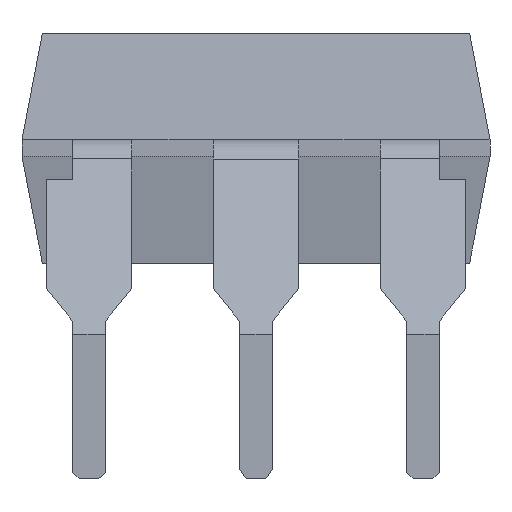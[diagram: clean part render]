
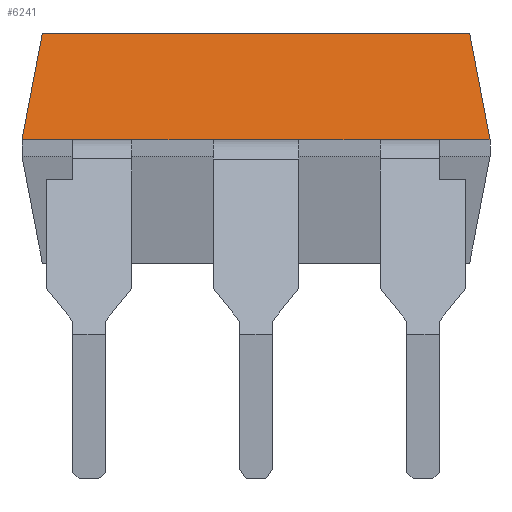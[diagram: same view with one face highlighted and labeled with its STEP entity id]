
A CAD part, left-side view. The second image highlights one B-rep face of the part: STEP entity #6241.
In plain terms, the highlighted face is planar.
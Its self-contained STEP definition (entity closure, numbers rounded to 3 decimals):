
#284=ORIENTED_EDGE('',*,*,#1624,.T.);
#285=ORIENTED_EDGE('',*,*,#1625,.T.);
#286=ORIENTED_EDGE('',*,*,#1626,.T.);
#287=ORIENTED_EDGE('',*,*,#1627,.T.);
#288=ORIENTED_EDGE('',*,*,#1628,.T.);
#289=ORIENTED_EDGE('',*,*,#1629,.T.);
#290=ORIENTED_EDGE('',*,*,#1630,.T.);
#291=ORIENTED_EDGE('',*,*,#1631,.T.);
#292=ORIENTED_EDGE('',*,*,#1632,.T.);
#293=ORIENTED_EDGE('',*,*,#1633,.T.);
#294=ORIENTED_EDGE('',*,*,#1634,.F.);
#295=ORIENTED_EDGE('',*,*,#1635,.T.);
#296=ORIENTED_EDGE('',*,*,#1636,.T.);
#297=ORIENTED_EDGE('',*,*,#1637,.T.);
#1624=EDGE_CURVE('',#2294,#2295,#2741,.T.);
#1625=EDGE_CURVE('',#2295,#2296,#2742,.T.);
#1626=EDGE_CURVE('',#2296,#2297,#2743,.T.);
#1627=EDGE_CURVE('',#2297,#2298,#2744,.T.);
#1628=EDGE_CURVE('',#2298,#2299,#2745,.T.);
#1629=EDGE_CURVE('',#2299,#2300,#2746,.T.);
#1630=EDGE_CURVE('',#2300,#2301,#2747,.T.);
#1631=EDGE_CURVE('',#2301,#2302,#2748,.T.);
#1632=EDGE_CURVE('',#2302,#2303,#2749,.T.);
#1633=EDGE_CURVE('',#2303,#2304,#2750,.T.);
#1634=EDGE_CURVE('',#2305,#2304,#2751,.T.);
#1635=EDGE_CURVE('',#2305,#2306,#2752,.T.);
#1636=EDGE_CURVE('',#2306,#2307,#2753,.T.);
#1637=EDGE_CURVE('',#2307,#2294,#2754,.T.);
#2294=VERTEX_POINT('',#7788);
#2295=VERTEX_POINT('',#7789);
#2296=VERTEX_POINT('',#7791);
#2297=VERTEX_POINT('',#7793);
#2298=VERTEX_POINT('',#7795);
#2299=VERTEX_POINT('',#7797);
#2300=VERTEX_POINT('',#7799);
#2301=VERTEX_POINT('',#7801);
#2302=VERTEX_POINT('',#7803);
#2303=VERTEX_POINT('',#7805);
#2304=VERTEX_POINT('',#7807);
#2305=VERTEX_POINT('',#7809);
#2306=VERTEX_POINT('',#7811);
#2307=VERTEX_POINT('',#7813);
#2741=LINE('',#7787,#3215);
#2742=LINE('',#7790,#3216);
#2743=LINE('',#7792,#3217);
#2744=LINE('',#7794,#3218);
#2745=LINE('',#7796,#3219);
#2746=LINE('',#7798,#3220);
#2747=LINE('',#7800,#3221);
#2748=LINE('',#7802,#3222);
#2749=LINE('',#7804,#3223);
#2750=LINE('',#7806,#3224);
#2751=LINE('',#7808,#3225);
#2752=LINE('',#7810,#3226);
#2753=LINE('',#7812,#3227);
#2754=LINE('',#7814,#3228);
#3215=VECTOR('',#6786,1000.);
#3216=VECTOR('',#6787,1000.);
#3217=VECTOR('',#6788,1000.);
#3218=VECTOR('',#6789,1000.);
#3219=VECTOR('',#6790,1000.);
#3220=VECTOR('',#6791,1000.);
#3221=VECTOR('',#6792,1000.);
#3222=VECTOR('',#6793,1000.);
#3223=VECTOR('',#6794,1000.);
#3224=VECTOR('',#6795,1000.);
#3225=VECTOR('',#6796,1000.);
#3226=VECTOR('',#6797,1000.);
#3227=VECTOR('',#6798,1000.);
#3228=VECTOR('',#6799,1000.);
#3670=EDGE_LOOP('',(#284,#285,#286,#287,#288,#289,#290,#291,#292,#293,#294,
#295,#296,#297));
#3955=FACE_BOUND('',#3670,.T.);
#4240=PLANE('',#6503);
#6241=ADVANCED_FACE('',(#3955),#4240,.F.);
#6503=AXIS2_PLACEMENT_3D('',#7786,#6784,#6785);
#6784=DIRECTION('',(0.,0.983,-0.182));
#6785=DIRECTION('',(0.,0.182,0.983));
#6786=DIRECTION('',(1.,0.,0.));
#6787=DIRECTION('',(0.,-0.182,-0.983));
#6788=DIRECTION('',(1.,0.,0.));
#6789=DIRECTION('',(1.,0.,0.));
#6790=DIRECTION('',(1.,0.,0.));
#6791=DIRECTION('',(0.,0.182,0.983));
#6792=DIRECTION('',(1.,0.,0.));
#6793=DIRECTION('',(0.,-0.182,-0.983));
#6794=DIRECTION('',(1.,0.,0.));
#6795=DIRECTION('',(-0.184,0.178,0.967));
#6796=DIRECTION('',(1.,0.,0.));
#6797=DIRECTION('',(-0.184,-0.178,-0.967));
#6798=DIRECTION('',(1.,0.,0.));
#6799=DIRECTION('',(0.,0.182,0.983));
#7786=CARTESIAN_POINT('',(-3.56,-3.25,0.125));
#7787=CARTESIAN_POINT('',(-3.56,-3.25,0.127));
#7788=CARTESIAN_POINT('',(-2.79,-3.25,0.127));
#7789=CARTESIAN_POINT('',(-1.89,-3.25,0.127));
#7790=CARTESIAN_POINT('',(-1.89,-3.25,0.125));
#7791=CARTESIAN_POINT('',(-1.89,-3.25,0.125));
#7792=CARTESIAN_POINT('',(-3.56,-3.25,0.125));
#7793=CARTESIAN_POINT('',(-0.65,-3.25,0.126));
#7794=CARTESIAN_POINT('',(-3.56,-3.25,0.126));
#7795=CARTESIAN_POINT('',(0.65,-3.25,0.126));
#7796=CARTESIAN_POINT('',(-3.56,-3.25,0.125));
#7797=CARTESIAN_POINT('',(1.89,-3.25,0.125));
#7798=CARTESIAN_POINT('',(1.89,-3.25,0.125));
#7799=CARTESIAN_POINT('',(1.89,-3.25,0.127));
#7800=CARTESIAN_POINT('',(-3.56,-3.25,0.127));
#7801=CARTESIAN_POINT('',(2.79,-3.25,0.127));
#7802=CARTESIAN_POINT('',(2.79,-3.25,0.125));
#7803=CARTESIAN_POINT('',(2.79,-3.25,0.125));
#7804=CARTESIAN_POINT('',(-3.56,-3.25,0.125));
#7805=CARTESIAN_POINT('',(3.56,-3.25,0.125));
#7806=CARTESIAN_POINT('',(3.26,-2.96,1.698));
#7807=CARTESIAN_POINT('',(3.25,-2.95,1.75));
#7808=CARTESIAN_POINT('',(-3.56,-2.95,1.75));
#7809=CARTESIAN_POINT('',(-3.25,-2.95,1.75));
#7810=CARTESIAN_POINT('',(-3.56,-3.25,0.125));
#7811=CARTESIAN_POINT('',(-3.56,-3.25,0.125));
#7812=CARTESIAN_POINT('',(-3.56,-3.25,0.125));
#7813=CARTESIAN_POINT('',(-2.79,-3.25,0.125));
#7814=CARTESIAN_POINT('',(-2.79,-3.25,0.125));
